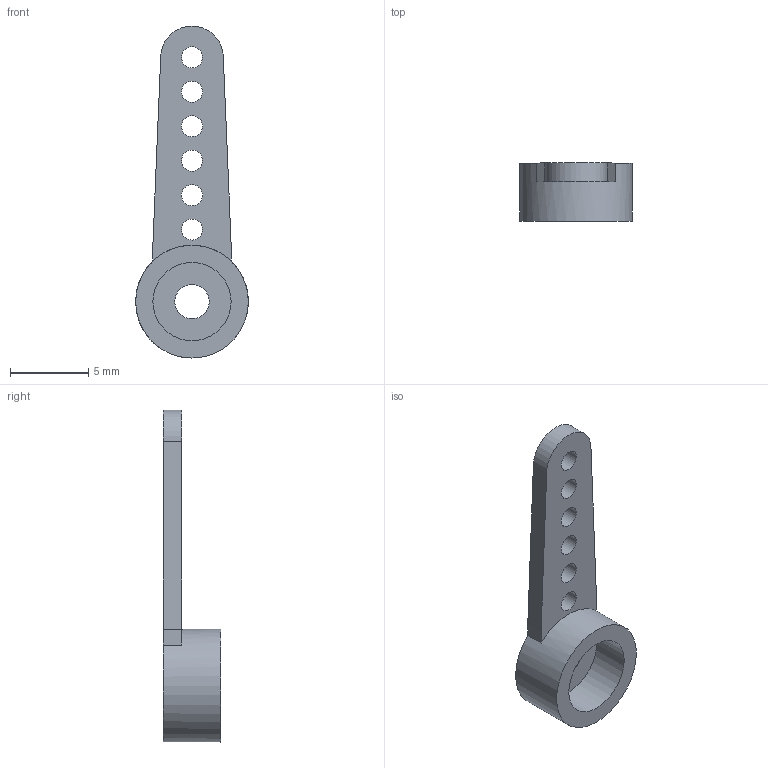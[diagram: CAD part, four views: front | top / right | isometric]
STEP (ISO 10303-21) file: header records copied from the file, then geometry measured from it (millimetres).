
FILE_DESCRIPTION(/* description */ (''),/* implementation_level */ '2;1');
FILE_NAME(/* name */ 'servo horn 1 v2.step',/* time_stamp */ '2019-10-02T18:34:00-04:00',/* author */ (''),/* organization */ (''),/* preprocessor_version */ 'ST-DEVELOPER v18',/* originating_system */ 'Autodesk Translation Framework v8.6.0.1094',/* authorisation */ '');
FILE_SCHEMA (('AUTOMOTIVE_DESIGN { 1 0 10303 214 3 1 1 }'));
Length unit declared in the file: millimetre
Products named in the file (1): servo horn 1
Bounding box: 7.2 x 3.7 x 21.2 mm (x, y, z)
Volume: 151.4 mm3; surface area: 379.6 mm2
Topology: 1 solids, 1 shells, 20 faces, 49 edges, 33 vertices
Faces by surface type: cylinder 11, plane 9
Full cylindrical faces by diameter (mm): 1.35 x6, 2.2 x1, 5 x2, 7.2 x1
Entity records: 667 total; most frequent: DIRECTION 116, CARTESIAN_POINT 103, ORIENTED_EDGE 98, EDGE_CURVE 49, AXIS2_PLACEMENT_3D 46, EDGE_LOOP 36, VERTEX_POINT 33, CIRCLE 25
